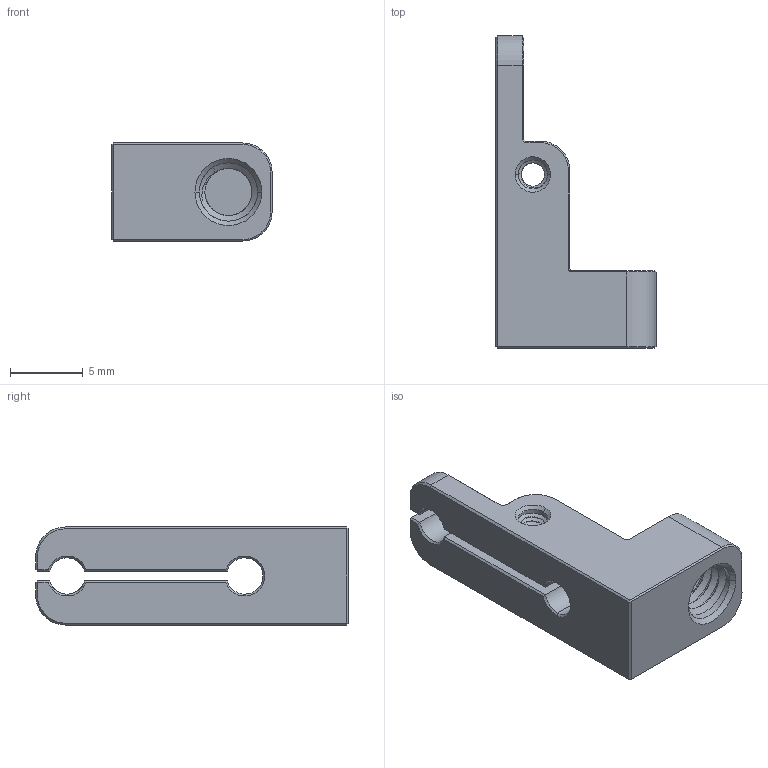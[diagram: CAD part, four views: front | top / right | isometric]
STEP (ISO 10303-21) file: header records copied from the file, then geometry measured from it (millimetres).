
FILE_DESCRIPTION((''),'2;1');
FILE_NAME('FCM-25A','2021-12-10T',('daizhiwen'),(''),'CREO PARAMETRIC BY PTC INC, 2018360','CREO PARAMETRIC BY PTC INC, 2018360','');
FILE_SCHEMA(('CONFIG_CONTROL_DESIGN'));
Length unit declared in the file: millimetre
Products named in the file (1): FCM-25A
Bounding box: 11 x 21.46 x 6.73 mm (x, y, z)
Volume: 628.7 mm3; surface area: 831.1 mm2
Topology: 1 solids, 1 shells, 148 faces, 367 edges, 223 vertices
Faces by surface type: plane 61, cylinder 43, cone 29, bspline 15
Entity records: 6619 total; most frequent: CARTESIAN_POINT 3238, ORIENTED_EDGE 734, DIRECTION 623, EDGE_CURVE 367, VERTEX_POINT 223, VECTOR 211, LINE 211, AXIS2_PLACEMENT_3D 206
